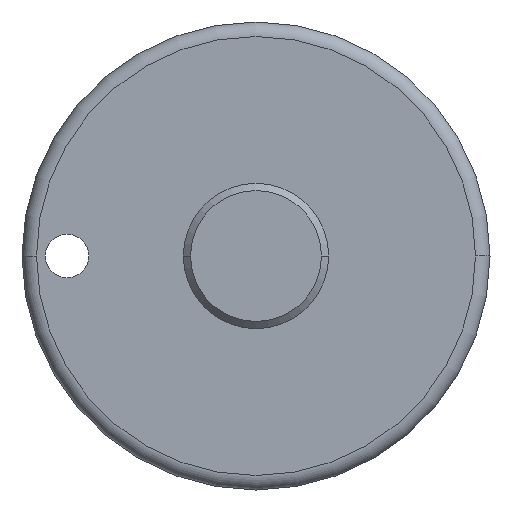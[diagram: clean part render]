
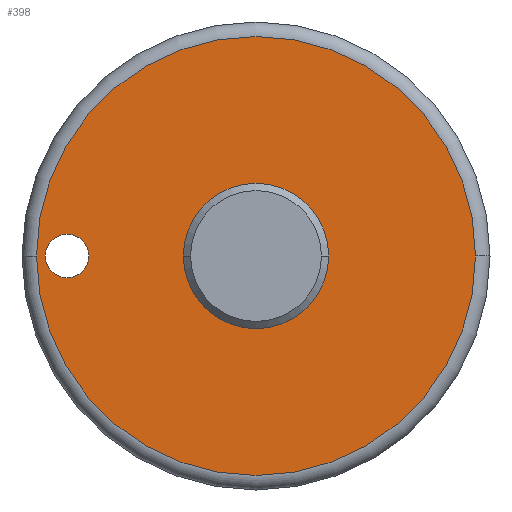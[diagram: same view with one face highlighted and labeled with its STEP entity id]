
A CAD part, left-side view. The second image highlights one B-rep face of the part: STEP entity #398.
In plain terms, the highlighted planar face has unit normal (-1, 0, 0).
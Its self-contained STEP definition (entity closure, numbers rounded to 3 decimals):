
#27 = CIRCLE ( 'NONE', #184, 15.1 ) ;
#62 = EDGE_LOOP ( 'NONE', ( #378, #362 ) ) ;
#71 = ORIENTED_EDGE ( 'NONE', *, *, #167, .T. ) ;
#75 = ORIENTED_EDGE ( 'NONE', *, *, #1091, .T. ) ;
#84 = DIRECTION ( 'NONE',  ( 1., 0., 0. ) ) ;
#99 = CARTESIAN_POINT ( 'NONE',  ( -108.681, 0.721, 0. ) ) ;
#106 = DIRECTION ( 'NONE',  ( 0., 1., 0. ) ) ;
#107 = EDGE_CURVE ( 'NONE', #475, #773, #445, .T. ) ;
#167 = EDGE_CURVE ( 'NONE', #1092, #409, #27, .T. ) ;
#173 = DIRECTION ( 'NONE',  ( 0., 1., 0. ) ) ;
#184 = AXIS2_PLACEMENT_3D ( 'NONE', #895, #1032, #972 ) ;
#186 = DIRECTION ( 'NONE',  ( -1., 0., 0. ) ) ;
#187 = CARTESIAN_POINT ( 'NONE',  ( -108.681, 15.821, 0. ) ) ;
#213 = CARTESIAN_POINT ( 'NONE',  ( -108.681, 16.821, 0. ) ) ;
#232 = FACE_BOUND ( 'NONE', #345, .T. ) ;
#239 = CIRCLE ( 'NONE', #257, 1.5 ) ;
#242 = PLANE ( 'NONE',  #532 ) ;
#257 = AXIS2_PLACEMENT_3D ( 'NONE', #586, #1094, #173 ) ;
#337 = DIRECTION ( 'NONE',  ( -1., 0., 0. ) ) ;
#343 = CIRCLE ( 'NONE', #903, 1.5 ) ;
#345 = EDGE_LOOP ( 'NONE', ( #75, #381 ) ) ;
#346 = CARTESIAN_POINT ( 'NONE',  ( -108.681, 12.221, 0. ) ) ;
#362 = ORIENTED_EDGE ( 'NONE', *, *, #107, .F. ) ;
#378 = ORIENTED_EDGE ( 'NONE', *, *, #878, .F. ) ;
#381 = ORIENTED_EDGE ( 'NONE', *, *, #463, .T. ) ;
#383 = AXIS2_PLACEMENT_3D ( 'NONE', #1023, #186, #562 ) ;
#387 = EDGE_LOOP ( 'NONE', ( #1070, #71 ) ) ;
#398 = ADVANCED_FACE ( 'NONE', ( #232, #593, #965 ), #242, .F. ) ;
#409 = VERTEX_POINT ( 'NONE', #187 ) ;
#445 = CIRCLE ( 'NONE', #383, 5. ) ;
#463 = EDGE_CURVE ( 'NONE', #1056, #740, #239, .T. ) ;
#475 = VERTEX_POINT ( 'NONE', #735 ) ;
#484 = CARTESIAN_POINT ( 'NONE',  ( -108.681, -14.379, 0. ) ) ;
#532 = AXIS2_PLACEMENT_3D ( 'NONE', #213, #84, #575 ) ;
#562 = DIRECTION ( 'NONE',  ( 0., -1., 0. ) ) ;
#575 = DIRECTION ( 'NONE',  ( 0., 1., 0. ) ) ;
#586 = CARTESIAN_POINT ( 'NONE',  ( -108.681, 13.721, 0. ) ) ;
#588 = CARTESIAN_POINT ( 'NONE',  ( -108.681, 13.721, 0. ) ) ;
#593 = FACE_OUTER_BOUND ( 'NONE', #387, .T. ) ;
#703 = CARTESIAN_POINT ( 'NONE',  ( -108.681, 15.221, 0. ) ) ;
#735 = CARTESIAN_POINT ( 'NONE',  ( -108.681, 5.721, 0. ) ) ;
#740 = VERTEX_POINT ( 'NONE', #703 ) ;
#773 = VERTEX_POINT ( 'NONE', #854 ) ;
#793 = DIRECTION ( 'NONE',  ( 0., 1., 0. ) ) ;
#854 = CARTESIAN_POINT ( 'NONE',  ( -108.681, -4.279, 0. ) ) ;
#878 = EDGE_CURVE ( 'NONE', #773, #475, #1034, .T. ) ;
#895 = CARTESIAN_POINT ( 'NONE',  ( -108.681, 0.721, 0. ) ) ;
#903 = AXIS2_PLACEMENT_3D ( 'NONE', #588, #1097, #106 ) ;
#910 = CARTESIAN_POINT ( 'NONE',  ( -108.681, 0.721, 0. ) ) ;
#965 = FACE_BOUND ( 'NONE', #62, .T. ) ;
#972 = DIRECTION ( 'NONE',  ( 0., 1., 0. ) ) ;
#982 = DIRECTION ( 'NONE',  ( -1., 0., 0. ) ) ;
#1007 = EDGE_CURVE ( 'NONE', #409, #1092, #1059, .T. ) ;
#1013 = AXIS2_PLACEMENT_3D ( 'NONE', #99, #337, #793 ) ;
#1018 = AXIS2_PLACEMENT_3D ( 'NONE', #910, #982, #1052 ) ;
#1023 = CARTESIAN_POINT ( 'NONE',  ( -108.681, 0.721, 0. ) ) ;
#1032 = DIRECTION ( 'NONE',  ( -1., 0., 0. ) ) ;
#1034 = CIRCLE ( 'NONE', #1018, 5. ) ;
#1052 = DIRECTION ( 'NONE',  ( 0., -1., 0. ) ) ;
#1056 = VERTEX_POINT ( 'NONE', #346 ) ;
#1059 = CIRCLE ( 'NONE', #1013, 15.1 ) ;
#1070 = ORIENTED_EDGE ( 'NONE', *, *, #1007, .T. ) ;
#1091 = EDGE_CURVE ( 'NONE', #740, #1056, #343, .T. ) ;
#1092 = VERTEX_POINT ( 'NONE', #484 ) ;
#1094 = DIRECTION ( 'NONE',  ( 1., 0., 0. ) ) ;
#1097 = DIRECTION ( 'NONE',  ( 1., 0., 0. ) ) ;
